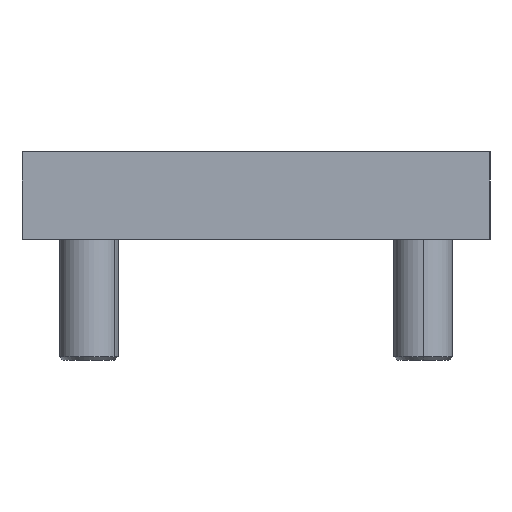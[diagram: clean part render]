
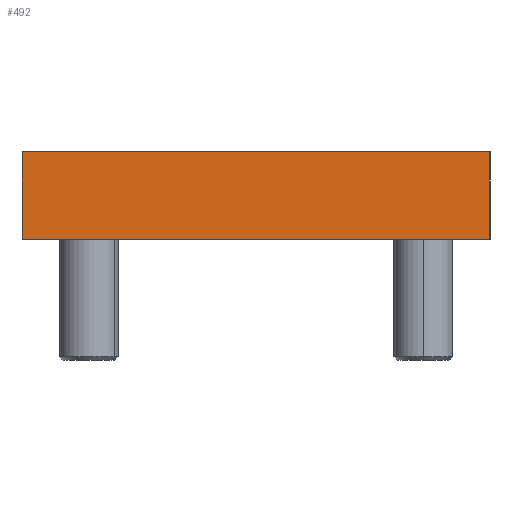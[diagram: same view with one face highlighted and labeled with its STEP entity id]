
A CAD part, left-side view. The second image highlights one B-rep face of the part: STEP entity #492.
In plain terms, the highlighted planar face has unit normal (-1, 0, 0).
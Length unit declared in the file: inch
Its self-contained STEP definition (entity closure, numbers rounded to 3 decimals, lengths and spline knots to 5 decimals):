
#178 = PLANE ( 'NONE',  #838 ) ;
#211 = DIRECTION ( 'NONE',  ( 0., -1., 0. ) ) ;
#430 = LINE ( 'NONE', #1433, #2011 ) ;
#492 = ADVANCED_FACE ( 'NONE', ( #2618 ), #178, .F. ) ;
#602 = VERTEX_POINT ( 'NONE', #898 ) ;
#638 = ORIENTED_EDGE ( 'NONE', *, *, #2794, .T. ) ;
#838 = AXIS2_PLACEMENT_3D ( 'NONE', #1191, #2104, #1144 ) ;
#842 = VECTOR ( 'NONE', #1206, 39.37008 ) ;
#898 = CARTESIAN_POINT ( 'NONE',  ( -3.15578, -0.08926, -0.03145 ) ) ;
#1074 = LINE ( 'NONE', #3094, #2561 ) ;
#1144 = DIRECTION ( 'NONE',  ( 0., 0., -1. ) ) ;
#1189 = ORIENTED_EDGE ( 'NONE', *, *, #1600, .F. ) ;
#1191 = CARTESIAN_POINT ( 'NONE',  ( -3.15578, -0.08926, 0.34355 ) ) ;
#1206 = DIRECTION ( 'NONE',  ( 0., 0., -1. ) ) ;
#1222 = DIRECTION ( 'NONE',  ( 0., -1., 0. ) ) ;
#1433 = CARTESIAN_POINT ( 'NONE',  ( -3.15578, -0.08926, 0.34355 ) ) ;
#1491 = CARTESIAN_POINT ( 'NONE',  ( -3.15578, -0.08926, -0.03145 ) ) ;
#1600 = EDGE_CURVE ( 'NONE', #1783, #602, #430, .T. ) ;
#1746 = LINE ( 'NONE', #2224, #842 ) ;
#1783 = VERTEX_POINT ( 'NONE', #1834 ) ;
#1834 = CARTESIAN_POINT ( 'NONE',  ( -3.15578, -0.08926, 0.34355 ) ) ;
#2011 = VECTOR ( 'NONE', #3115, 39.37008 ) ;
#2056 = VERTEX_POINT ( 'NONE', #2148 ) ;
#2064 = EDGE_CURVE ( 'NONE', #2748, #1783, #1074, .T. ) ;
#2104 = DIRECTION ( 'NONE',  ( 1., 0., 0. ) ) ;
#2148 = CARTESIAN_POINT ( 'NONE',  ( -3.15578, 1.91074, -0.03145 ) ) ;
#2224 = CARTESIAN_POINT ( 'NONE',  ( -3.15578, 1.91074, 0.34355 ) ) ;
#2225 = LINE ( 'NONE', #1491, #2272 ) ;
#2272 = VECTOR ( 'NONE', #1222, 39.37008 ) ;
#2561 = VECTOR ( 'NONE', #211, 39.37008 ) ;
#2590 = ORIENTED_EDGE ( 'NONE', *, *, #2064, .F. ) ;
#2618 = FACE_OUTER_BOUND ( 'NONE', #2913, .T. ) ;
#2748 = VERTEX_POINT ( 'NONE', #3075 ) ;
#2794 = EDGE_CURVE ( 'NONE', #2748, #2056, #1746, .T. ) ;
#2913 = EDGE_LOOP ( 'NONE', ( #3090, #1189, #2590, #638 ) ) ;
#3044 = EDGE_CURVE ( 'NONE', #2056, #602, #2225, .T. ) ;
#3075 = CARTESIAN_POINT ( 'NONE',  ( -3.15578, 1.91074, 0.34355 ) ) ;
#3090 = ORIENTED_EDGE ( 'NONE', *, *, #3044, .T. ) ;
#3094 = CARTESIAN_POINT ( 'NONE',  ( -3.15578, -0.08926, 0.34355 ) ) ;
#3115 = DIRECTION ( 'NONE',  ( 0., 0., -1. ) ) ;
